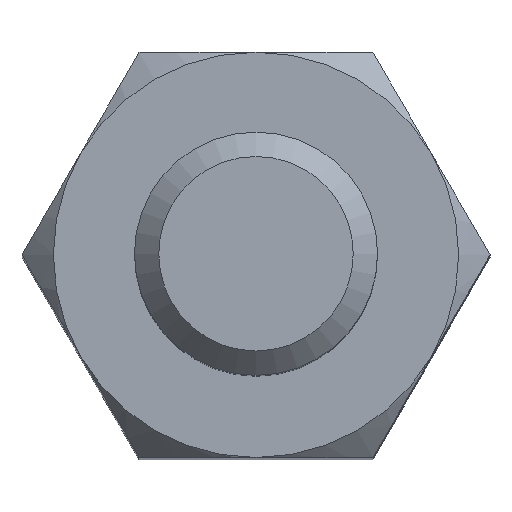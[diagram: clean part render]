
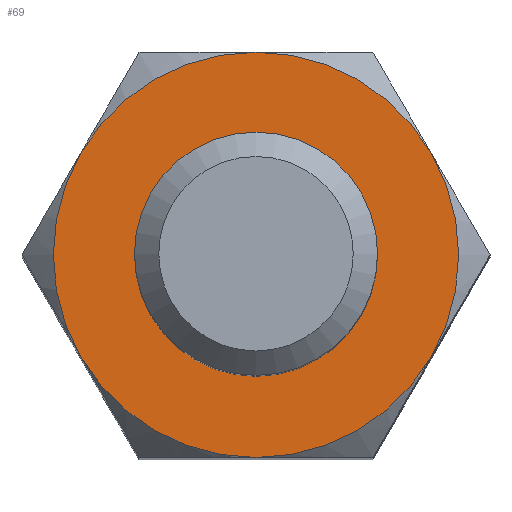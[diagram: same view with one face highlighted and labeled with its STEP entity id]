
A CAD part, top view. The second image highlights one B-rep face of the part: STEP entity #69.
In plain terms, the highlighted planar face has unit normal (0, 0, 1).
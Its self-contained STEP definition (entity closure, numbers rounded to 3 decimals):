
#69 = ADVANCED_FACE( '', ( #157, #158 ), #159, .T. );
#157 = FACE_BOUND( '', #269, .T. );
#158 = FACE_OUTER_BOUND( '', #270, .T. );
#159 = PLANE( '', #271 );
#269 = EDGE_LOOP( '', ( #408 ) );
#270 = EDGE_LOOP( '', ( #409, #410, #411, #412, #413, #414 ) );
#271 = AXIS2_PLACEMENT_3D( '', #415, #416, #417 );
#408 = ORIENTED_EDGE( '', *, *, #616, .T. );
#409 = ORIENTED_EDGE( '', *, *, #617, .F. );
#410 = ORIENTED_EDGE( '', *, *, #618, .F. );
#411 = ORIENTED_EDGE( '', *, *, #619, .F. );
#412 = ORIENTED_EDGE( '', *, *, #620, .T. );
#413 = ORIENTED_EDGE( '', *, *, #621, .F. );
#414 = ORIENTED_EDGE( '', *, *, #622, .F. );
#415 = CARTESIAN_POINT( '', ( 0., 0., 0. ) );
#416 = DIRECTION( '', ( 0., 0., 1. ) );
#417 = DIRECTION( '', ( 1., 0., 0. ) );
#616 = EDGE_CURVE( '', #724, #724, #725, .F. );
#617 = EDGE_CURVE( '', #682, #699, #726, .F. );
#618 = EDGE_CURVE( '', #727, #682, #728, .F. );
#619 = EDGE_CURVE( '', #715, #727, #729, .F. );
#620 = EDGE_CURVE( '', #715, #730, #731, .T. );
#621 = EDGE_CURVE( '', #732, #730, #733, .F. );
#622 = EDGE_CURVE( '', #699, #732, #734, .F. );
#682 = VERTEX_POINT( '', #815 );
#699 = VERTEX_POINT( '', #871 );
#715 = VERTEX_POINT( '', #918 );
#724 = VERTEX_POINT( '', #939 );
#725 = CIRCLE( '', #940, 1.3 );
#726 = CIRCLE( '', #941, 2.5 );
#727 = VERTEX_POINT( '', #942 );
#728 = CIRCLE( '', #943, 2.5 );
#729 = CIRCLE( '', #944, 2.5 );
#730 = VERTEX_POINT( '', #945 );
#731 = CIRCLE( '', #946, 2.5 );
#732 = VERTEX_POINT( '', #947 );
#733 = CIRCLE( '', #948, 2.5 );
#734 = CIRCLE( '', #949, 2.5 );
#815 = CARTESIAN_POINT( '', ( 2.165, -1.25, 0. ) );
#871 = CARTESIAN_POINT( '', ( 0., -2.5, 0. ) );
#918 = CARTESIAN_POINT( '', ( 0., 2.5, 0. ) );
#939 = CARTESIAN_POINT( '', ( 1.3, 0., 0. ) );
#940 = AXIS2_PLACEMENT_3D( '', #1078, #1079, #1080 );
#941 = AXIS2_PLACEMENT_3D( '', #1081, #1082, #1083 );
#942 = CARTESIAN_POINT( '', ( 2.165, 1.25, 0. ) );
#943 = AXIS2_PLACEMENT_3D( '', #1084, #1085, #1086 );
#944 = AXIS2_PLACEMENT_3D( '', #1087, #1088, #1089 );
#945 = CARTESIAN_POINT( '', ( -2.165, 1.25, 0. ) );
#946 = AXIS2_PLACEMENT_3D( '', #1090, #1091, #1092 );
#947 = CARTESIAN_POINT( '', ( -2.165, -1.25, 0. ) );
#948 = AXIS2_PLACEMENT_3D( '', #1093, #1094, #1095 );
#949 = AXIS2_PLACEMENT_3D( '', #1096, #1097, #1098 );
#1078 = CARTESIAN_POINT( '', ( 0., 0., 0. ) );
#1079 = DIRECTION( '', ( 0., 0., 1. ) );
#1080 = DIRECTION( '', ( 1., 0., 0. ) );
#1081 = CARTESIAN_POINT( '', ( 0., 0., 0. ) );
#1082 = DIRECTION( '', ( 0., 0., 1. ) );
#1083 = DIRECTION( '', ( 1., 0., 0. ) );
#1084 = CARTESIAN_POINT( '', ( 0., 0., 0. ) );
#1085 = DIRECTION( '', ( 0., 0., 1. ) );
#1086 = DIRECTION( '', ( 1., 0., 0. ) );
#1087 = CARTESIAN_POINT( '', ( 0., 0., 0. ) );
#1088 = DIRECTION( '', ( 0., 0., 1. ) );
#1089 = DIRECTION( '', ( 1., 0., 0. ) );
#1090 = CARTESIAN_POINT( '', ( 0., 0., 0. ) );
#1091 = DIRECTION( '', ( 0., 0., 1. ) );
#1092 = DIRECTION( '', ( 1., 0., 0. ) );
#1093 = CARTESIAN_POINT( '', ( 0., 0., 0. ) );
#1094 = DIRECTION( '', ( 0., 0., 1. ) );
#1095 = DIRECTION( '', ( 1., 0., 0. ) );
#1096 = CARTESIAN_POINT( '', ( 0., 0., 0. ) );
#1097 = DIRECTION( '', ( 0., 0., 1. ) );
#1098 = DIRECTION( '', ( 1., 0., 0. ) );
